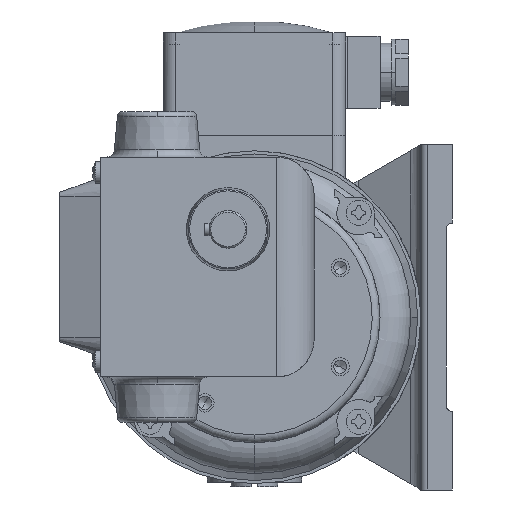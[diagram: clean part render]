
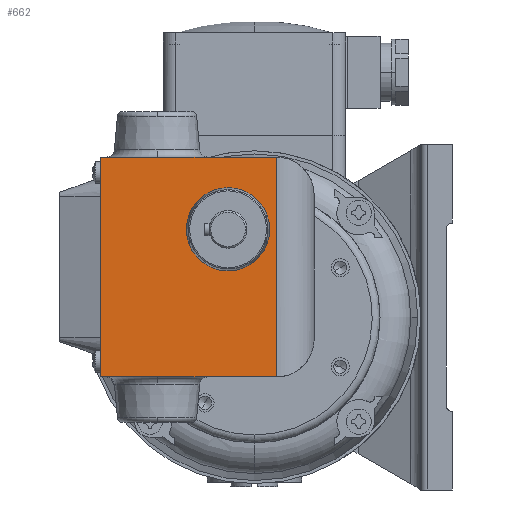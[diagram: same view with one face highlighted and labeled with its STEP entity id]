
A CAD part, left-side view. The second image highlights one B-rep face of the part: STEP entity #662.
In plain terms, the highlighted planar face has unit normal (-1, 0, 0).
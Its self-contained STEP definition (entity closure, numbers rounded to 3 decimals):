
#662 = ADVANCED_FACE( '', ( #1837, #1838 ), #1839, .T. );
#1837 = FACE_OUTER_BOUND( '', #3034, .T. );
#1838 = FACE_BOUND( '', #3035, .T. );
#1839 = PLANE( '', #3036 );
#3034 = EDGE_LOOP( '', ( #7437, #7438, #7439, #7440, #7441, #7442 ) );
#3035 = EDGE_LOOP( '', ( #7443, #7444 ) );
#3036 = AXIS2_PLACEMENT_3D( '', #7445, #7446, #7447 );
#7437 = ORIENTED_EDGE( '', *, *, #8964, .T. );
#7438 = ORIENTED_EDGE( '', *, *, #8970, .F. );
#7439 = ORIENTED_EDGE( '', *, *, #8971, .T. );
#7440 = ORIENTED_EDGE( '', *, *, #8935, .T. );
#7441 = ORIENTED_EDGE( '', *, *, #8920, .T. );
#7442 = ORIENTED_EDGE( '', *, *, #8972, .F. );
#7443 = ORIENTED_EDGE( '', *, *, #8597, .F. );
#7444 = ORIENTED_EDGE( '', *, *, #8973, .F. );
#7445 = CARTESIAN_POINT( '', ( -62.5, 49., 51. ) );
#7446 = DIRECTION( '', ( -1., 0., 0. ) );
#7447 = DIRECTION( '', ( 0., 1., 0. ) );
#8597 = EDGE_CURVE( '', #10698, #10700, #10701, .T. );
#8920 = EDGE_CURVE( '', #11246, #11244, #11247, .T. );
#8935 = EDGE_CURVE( '', #11266, #11246, #11267, .T. );
#8964 = EDGE_CURVE( '', #11315, #11313, #11316, .T. );
#8970 = EDGE_CURVE( '', #11324, #11313, #11325, .T. );
#8971 = EDGE_CURVE( '', #11324, #11266, #11326, .T. );
#8972 = EDGE_CURVE( '', #11315, #11244, #11327, .T. );
#8973 = EDGE_CURVE( '', #10700, #10698, #11328, .T. );
#10698 = VERTEX_POINT( '', #14777 );
#10700 = VERTEX_POINT( '', #14780 );
#10701 = CIRCLE( '', #14781, 13.255 );
#11244 = VERTEX_POINT( '', #15665 );
#11246 = VERTEX_POINT( '', #15684 );
#11247 = CIRCLE( '', #15685, 12. );
#11266 = VERTEX_POINT( '', #15724 );
#11267 = LINE( '', #15725, #15726 );
#11313 = VERTEX_POINT( '', #15790 );
#11315 = VERTEX_POINT( '', #15793 );
#11316 = CIRCLE( '', #15794, 12. );
#11324 = VERTEX_POINT( '', #15823 );
#11325 = LINE( '', #15824, #15825 );
#11326 = LINE( '', #15826, #15827 );
#11327 = LINE( '', #15828, #15829 );
#11328 = CIRCLE( '', #15830, 13.255 );
#14777 = CARTESIAN_POINT( '', ( -62.5, 21.655, 28. ) );
#14780 = CARTESIAN_POINT( '', ( -62.5, -4.855, 28. ) );
#14781 = AXIS2_PLACEMENT_3D( '', #17768, #17769, #17770 );
#15665 = CARTESIAN_POINT( '', ( -62.5, -7.018, -19. ) );
#15684 = CARTESIAN_POINT( '', ( -62.5, -7., -19. ) );
#15685 = AXIS2_PLACEMENT_3D( '', #18381, #18382, #18383 );
#15724 = CARTESIAN_POINT( '', ( -62.5, 49., -19. ) );
#15725 = CARTESIAN_POINT( '', ( -62.5, 49., -19. ) );
#15726 = VECTOR( '', #18417, 1. );
#15790 = CARTESIAN_POINT( '', ( -62.5, -7., 51. ) );
#15793 = CARTESIAN_POINT( '', ( -62.5, -7.018, 51. ) );
#15794 = AXIS2_PLACEMENT_3D( '', #18464, #18465, #18466 );
#15823 = CARTESIAN_POINT( '', ( -62.5, 49., 51. ) );
#15824 = CARTESIAN_POINT( '', ( -62.5, 49., 51. ) );
#15825 = VECTOR( '', #18471, 1. );
#15826 = CARTESIAN_POINT( '', ( -62.5, 49., 51. ) );
#15827 = VECTOR( '', #18472, 1. );
#15828 = CARTESIAN_POINT( '', ( -62.5, -7.018, 51. ) );
#15829 = VECTOR( '', #18473, 1. );
#15830 = AXIS2_PLACEMENT_3D( '', #18474, #18475, #18476 );
#17768 = CARTESIAN_POINT( '', ( -62.5, 8.4, 28. ) );
#17769 = DIRECTION( '', ( -1., 0., 0. ) );
#17770 = DIRECTION( '', ( 0., 1., 0. ) );
#18381 = CARTESIAN_POINT( '', ( -62.5, -7., -7. ) );
#18382 = DIRECTION( '', ( -1., 0., 0. ) );
#18383 = DIRECTION( '', ( 0., 0., -1. ) );
#18417 = DIRECTION( '', ( 0., -1., 0. ) );
#18464 = CARTESIAN_POINT( '', ( -62.5, -7., 39. ) );
#18465 = DIRECTION( '', ( -1., 0., 0. ) );
#18466 = DIRECTION( '', ( 0., -1., 0. ) );
#18471 = DIRECTION( '', ( 0., -1., 0. ) );
#18472 = DIRECTION( '', ( 0., 0., -1. ) );
#18473 = DIRECTION( '', ( 0., 0., -1. ) );
#18474 = CARTESIAN_POINT( '', ( -62.5, 8.4, 28. ) );
#18475 = DIRECTION( '', ( -1., 0., 0. ) );
#18476 = DIRECTION( '', ( 0., 1., 0. ) );
